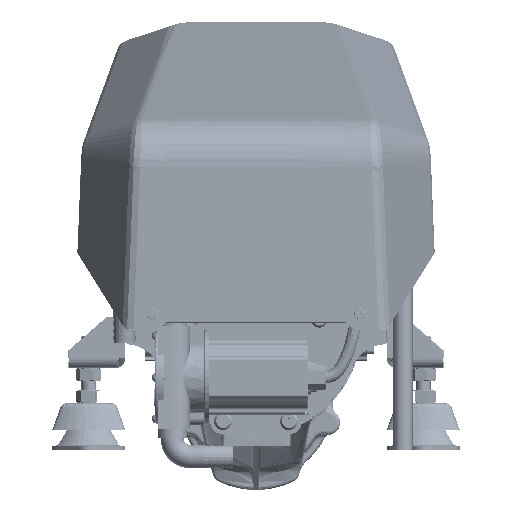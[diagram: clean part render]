
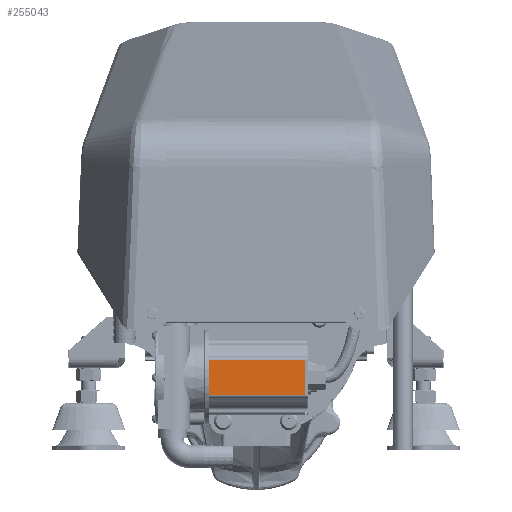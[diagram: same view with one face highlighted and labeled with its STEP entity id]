
A CAD part, left-side view. The second image highlights one B-rep face of the part: STEP entity #255043.
In plain terms, the highlighted planar face has unit normal (-1, 0, 0).
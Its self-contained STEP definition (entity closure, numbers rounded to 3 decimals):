
#2649 = VECTOR ( 'NONE', #197273, 1000. ) ;
#15637 = EDGE_CURVE ( 'NONE', #269549, #216858, #199636, .T. ) ;
#29637 = CARTESIAN_POINT ( 'NONE',  ( -106.6, 38.499, -25.283 ) ) ;
#32059 = CARTESIAN_POINT ( 'NONE',  ( -106.6, -40.501, -53.281 ) ) ;
#40520 = EDGE_LOOP ( 'NONE', ( #225878, #189687, #259656, #302124 ) ) ;
#41167 = VERTEX_POINT ( 'NONE', #104719 ) ;
#63063 = EDGE_CURVE ( 'NONE', #269549, #41167, #219670, .T. ) ;
#64881 = LINE ( 'NONE', #66422, #198213 ) ;
#66422 = CARTESIAN_POINT ( 'NONE',  ( -106.6, 69.499, -53.281 ) ) ;
#66998 = PLANE ( 'NONE',  #96077 ) ;
#72901 = CARTESIAN_POINT ( 'NONE',  ( -106.6, 38.499, -53.281 ) ) ;
#79027 = DIRECTION ( 'NONE',  ( 0., -1., 0. ) ) ;
#96077 = AXIS2_PLACEMENT_3D ( 'NONE', #190641, #162848, #257053 ) ;
#102242 = CARTESIAN_POINT ( 'NONE',  ( -106.6, 69.499, -25.283 ) ) ;
#104719 = CARTESIAN_POINT ( 'NONE',  ( -106.6, -40.501, -25.283 ) ) ;
#109098 = CARTESIAN_POINT ( 'NONE',  ( -106.6, -40.501, -34.707 ) ) ;
#118024 = FACE_OUTER_BOUND ( 'NONE', #40520, .T. ) ;
#147181 = DIRECTION ( 'NONE',  ( 0., 0., -1. ) ) ;
#162848 = DIRECTION ( 'NONE',  ( 1., 0., 0. ) ) ;
#169505 = VERTEX_POINT ( 'NONE', #32059 ) ;
#174876 = CARTESIAN_POINT ( 'NONE',  ( -106.6, 38.499, -34.707 ) ) ;
#189687 = ORIENTED_EDGE ( 'NONE', *, *, #15637, .T. ) ;
#190641 = CARTESIAN_POINT ( 'NONE',  ( -106.6, -40.501, -34.707 ) ) ;
#197273 = DIRECTION ( 'NONE',  ( 0., 0., -1. ) ) ;
#198213 = VECTOR ( 'NONE', #228782, 1000. ) ;
#199636 = LINE ( 'NONE', #174876, #199862 ) ;
#199862 = VECTOR ( 'NONE', #147181, 1000. ) ;
#216858 = VERTEX_POINT ( 'NONE', #72901 ) ;
#219670 = LINE ( 'NONE', #102242, #240561 ) ;
#223404 = LINE ( 'NONE', #109098, #2649 ) ;
#225878 = ORIENTED_EDGE ( 'NONE', *, *, #63063, .F. ) ;
#228782 = DIRECTION ( 'NONE',  ( 0., -1., 0. ) ) ;
#240561 = VECTOR ( 'NONE', #79027, 1000. ) ;
#244784 = EDGE_CURVE ( 'NONE', #41167, #169505, #223404, .T. ) ;
#250730 = EDGE_CURVE ( 'NONE', #216858, #169505, #64881, .T. ) ;
#255043 = ADVANCED_FACE ( 'NONE', ( #118024 ), #66998, .F. ) ;
#257053 = DIRECTION ( 'NONE',  ( 0., -1., 0. ) ) ;
#259656 = ORIENTED_EDGE ( 'NONE', *, *, #250730, .T. ) ;
#269549 = VERTEX_POINT ( 'NONE', #29637 ) ;
#302124 = ORIENTED_EDGE ( 'NONE', *, *, #244784, .F. ) ;
